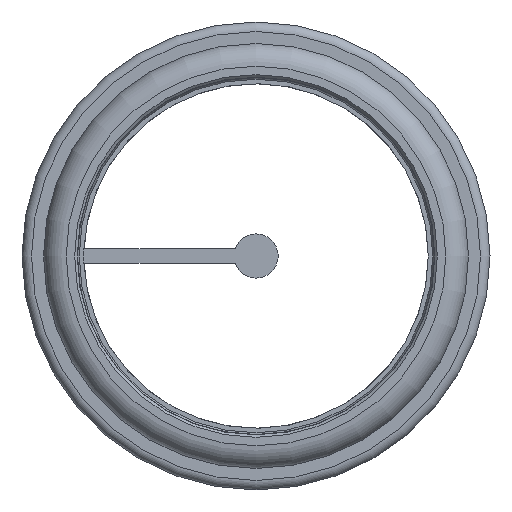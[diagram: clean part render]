
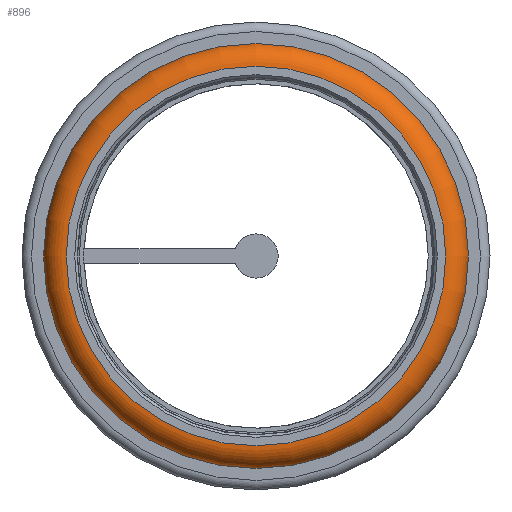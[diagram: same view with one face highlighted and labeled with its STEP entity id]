
A CAD part, left-side view. The second image highlights one B-rep face of the part: STEP entity #896.
In plain terms, the highlighted toroidal (fillet/blend) face has major radius 29.2 mm and minor radius 3.5 mm.
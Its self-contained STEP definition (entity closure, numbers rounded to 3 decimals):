
#26=TOROIDAL_SURFACE($,#989,29.2,3.5);
#65=FACE_BOUND($,#237,.T.);
#169=FACE_OUTER_BOUND($,#236,.T.);
#236=EDGE_LOOP($,(#677));
#237=EDGE_LOOP($,(#678));
#407=CIRCLE($,#987,32.102);
#409=CIRCLE($,#990,29.2);
#491=VERTEX_POINT($,#1513);
#493=VERTEX_POINT($,#1518);
#579=EDGE_CURVE($,#491,#491,#407,.T.);
#581=EDGE_CURVE($,#493,#493,#409,.T.);
#677=ORIENTED_EDGE($,*,*,#581,.F.);
#678=ORIENTED_EDGE($,*,*,#579,.T.);
#896=ADVANCED_FACE($,(#169,#65),#26,.T.);
#987=AXIS2_PLACEMENT_3D($,#1514,#1174,#1175);
#989=AXIS2_PLACEMENT_3D($,#1517,#1178,#1179);
#990=AXIS2_PLACEMENT_3D($,#1519,#1180,#1181);
#1174=DIRECTION('center_axis',(-1.,0.,0.));
#1175=DIRECTION('ref_axis',(0.,0.,1.));
#1178=DIRECTION('center_axis',(-1.,0.,0.));
#1179=DIRECTION('ref_axis',(0.,0.,1.));
#1180=DIRECTION('center_axis',(-1.,0.,0.));
#1181=DIRECTION('ref_axis',(0.,0.,1.));
#1513=CARTESIAN_POINT('',(5.457,0.,32.102));
#1514=CARTESIAN_POINT('Origin',(5.457,0.,0.));
#1517=CARTESIAN_POINT('Origin',(3.5,0.,0.));
#1518=CARTESIAN_POINT('',(0.,0.,29.2));
#1519=CARTESIAN_POINT('Origin',(0.,0.,0.));
